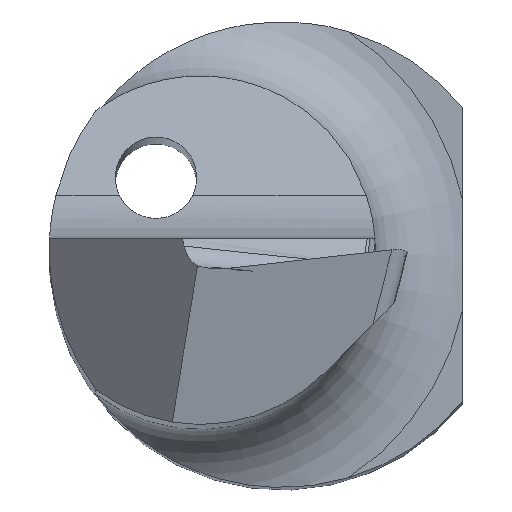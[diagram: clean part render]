
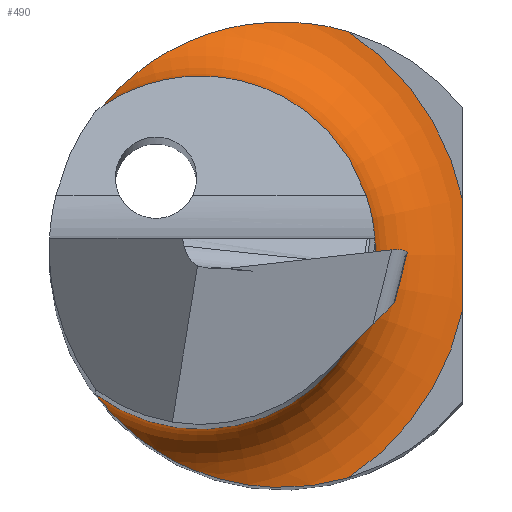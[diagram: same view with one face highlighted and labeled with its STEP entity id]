
A CAD part, top view. The second image highlights one B-rep face of the part: STEP entity #490.
In plain terms, the highlighted toroidal (fillet/blend) face has major radius 2.3 mm and minor radius 0.8 mm.
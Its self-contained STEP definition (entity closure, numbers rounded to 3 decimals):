
#9 = CARTESIAN_POINT ( 'NONE',  ( -1.361, 1.469, 14.146 ) ) ;
#20 = CARTESIAN_POINT ( 'NONE',  ( -1.6, -1.2, 14.551 ) ) ;
#28 = CARTESIAN_POINT ( 'NONE',  ( 0.133, 2.008, 13.759 ) ) ;
#39 = VERTEX_POINT ( 'NONE', #560 ) ;
#46 = EDGE_CURVE ( 'NONE', #703, #641, #476, .T. ) ;
#78 = DIRECTION ( 'NONE',  ( 0., 0., -1. ) ) ;
#88 = CARTESIAN_POINT ( 'NONE',  ( -1.546, -1.27, 14.347 ) ) ;
#94 = CARTESIAN_POINT ( 'NONE',  ( 0.571, 1.917, 13.751 ) ) ;
#97 = ORIENTED_EDGE ( 'NONE', *, *, #770, .F. ) ;
#98 = DIRECTION ( 'NONE',  ( 0., 0., 1. ) ) ;
#101 = DIRECTION ( 'NONE',  ( -1., 0., 0. ) ) ;
#119 = CARTESIAN_POINT ( 'NONE',  ( -0.7, 0., 13.751 ) ) ;
#162 = CARTESIAN_POINT ( 'NONE',  ( 1.55, 0.318, 13.751 ) ) ;
#164 = EDGE_CURVE ( 'NONE', #396, #39, #790, .T. ) ;
#207 = VERTEX_POINT ( 'NONE', #514 ) ;
#220 = CARTESIAN_POINT ( 'NONE',  ( -1.586, 1.219, 14.44 ) ) ;
#224 = CARTESIAN_POINT ( 'NONE',  ( -1.6, 1.2, 14.494 ) ) ;
#225 = CARTESIAN_POINT ( 'NONE',  ( 0.355, -1.981, 13.751 ) ) ;
#240 = AXIS2_PLACEMENT_3D ( 'NONE', #266, #557, #836 ) ;
#257 = DIRECTION ( 'NONE',  ( 0., 0., -1. ) ) ;
#266 = CARTESIAN_POINT ( 'NONE',  ( -0.7, 0., 14.551 ) ) ;
#292 = EDGE_CURVE ( 'NONE', #39, #703, #724, .T. ) ;
#295 = CARTESIAN_POINT ( 'NONE',  ( -1.432, -1.399, 14.201 ) ) ;
#301 = CARTESIAN_POINT ( 'NONE',  ( -0.936, 1.77, 13.938 ) ) ;
#309 = CARTESIAN_POINT ( 'NONE',  ( -1.6, 1.2, 14.551 ) ) ;
#318 = DIRECTION ( 'NONE',  ( -1., 0., 0. ) ) ;
#319 = AXIS2_PLACEMENT_3D ( 'NONE', #528, #98, #318 ) ;
#349 = DIRECTION ( 'NONE',  ( -1., 0., 0. ) ) ;
#351 = ORIENTED_EDGE ( 'NONE', *, *, #164, .F. ) ;
#376 = CARTESIAN_POINT ( 'NONE',  ( -1.586, -1.219, 14.439 ) ) ;
#380 = CARTESIAN_POINT ( 'NONE',  ( 1.55, -0.477, 13.751 ) ) ;
#383 = CARTESIAN_POINT ( 'NONE',  ( 1.55, -0.159, 13.753 ) ) ;
#396 = VERTEX_POINT ( 'NONE', #608 ) ;
#404 = CIRCLE ( 'NONE', #648, 2.3 ) ;
#423 = B_SPLINE_CURVE_WITH_KNOTS ( 'NONE', 3,
 ( #658, #162, #592, #796, #383, #452, #380 ),
 .UNSPECIFIED., .F., .F.,
 ( 4, 3, 4 ),
 ( 0., 0., 0.001 ),
 .UNSPECIFIED. ) ;
#426 = EDGE_LOOP ( 'NONE', ( #685, #491, #351, #571, #923, #97 ) ) ;
#448 = CARTESIAN_POINT ( 'NONE',  ( 0.355, 1.981, 13.751 ) ) ;
#452 = CARTESIAN_POINT ( 'NONE',  ( 1.55, -0.318, 13.751 ) ) ;
#476 = B_SPLINE_CURVE_WITH_KNOTS ( 'NONE', 3,
 ( #863, #224, #220, #728, #871, #745, #9, #667, #654, #301, #584, #870, #519, #28, #448, #94 ),
 .UNSPECIFIED., .F., .F.,
 ( 4, 2, 2, 2, 2, 2, 2, 4 ),
 ( 0., 0., 0., 0.001, 0.001, 0.001, 0.002, 0.003 ),
 .UNSPECIFIED. ) ;
#490 = ADVANCED_FACE ( 'NONE', ( #624 ), #794, .F. ) ;
#491 = ORIENTED_EDGE ( 'NONE', *, *, #292, .F. ) ;
#496 = CARTESIAN_POINT ( 'NONE',  ( 0.571, 1.917, 13.751 ) ) ;
#514 = CARTESIAN_POINT ( 'NONE',  ( 1.55, -0.477, 13.751 ) ) ;
#519 = CARTESIAN_POINT ( 'NONE',  ( -0.316, 1.988, 13.8 ) ) ;
#528 = CARTESIAN_POINT ( 'NONE',  ( -0.7, 0., 14.551 ) ) ;
#557 = DIRECTION ( 'NONE',  ( 0., 0., -1. ) ) ;
#560 = CARTESIAN_POINT ( 'NONE',  ( -1.6, -1.2, 14.551 ) ) ;
#571 = ORIENTED_EDGE ( 'NONE', *, *, #907, .F. ) ;
#579 = CARTESIAN_POINT ( 'NONE',  ( -1.519, -1.302, 14.307 ) ) ;
#581 = CARTESIAN_POINT ( 'NONE',  ( 0.571, -1.917, 13.751 ) ) ;
#584 = CARTESIAN_POINT ( 'NONE',  ( -0.84, 1.819, 13.909 ) ) ;
#587 = CARTESIAN_POINT ( 'NONE',  ( 0.133, -2.008, 13.759 ) ) ;
#592 = CARTESIAN_POINT ( 'NONE',  ( 1.55, 0.159, 13.753 ) ) ;
#608 = CARTESIAN_POINT ( 'NONE',  ( 0.571, -1.917, 13.751 ) ) ;
#624 = FACE_OUTER_BOUND ( 'NONE', #426, .T. ) ;
#641 = VERTEX_POINT ( 'NONE', #496 ) ;
#648 = AXIS2_PLACEMENT_3D ( 'NONE', #119, #257, #101 ) ;
#649 = EDGE_CURVE ( 'NONE', #782, #207, #423, .T. ) ;
#654 = CARTESIAN_POINT ( 'NONE',  ( -1.119, 1.661, 14.009 ) ) ;
#657 = CARTESIAN_POINT ( 'NONE',  ( -1.6, -1.2, 14.494 ) ) ;
#658 = CARTESIAN_POINT ( 'NONE',  ( 1.55, 0.477, 13.751 ) ) ;
#664 = CARTESIAN_POINT ( 'NONE',  ( -1.361, -1.469, 14.145 ) ) ;
#667 = CARTESIAN_POINT ( 'NONE',  ( -1.206, 1.599, 14.05 ) ) ;
#685 = ORIENTED_EDGE ( 'NONE', *, *, #46, .F. ) ;
#686 = CIRCLE ( 'NONE', #838, 2.3 ) ;
#703 = VERTEX_POINT ( 'NONE', #309 ) ;
#724 = CIRCLE ( 'NONE', #319, 1.5 ) ;
#728 = CARTESIAN_POINT ( 'NONE',  ( -1.546, 1.269, 14.347 ) ) ;
#732 = CARTESIAN_POINT ( 'NONE',  ( -1.126, -1.666, 14. ) ) ;
#735 = CARTESIAN_POINT ( 'NONE',  ( -0.942, -1.778, 13.934 ) ) ;
#745 = CARTESIAN_POINT ( 'NONE',  ( -1.432, 1.399, 14.201 ) ) ;
#770 = EDGE_CURVE ( 'NONE', #641, #782, #404, .T. ) ;
#782 = VERTEX_POINT ( 'NONE', #833 ) ;
#790 = B_SPLINE_CURVE_WITH_KNOTS ( 'NONE', 3,
 ( #581, #225, #587, #872, #798, #735, #732, #664, #295, #579, #88, #376, #657, #20 ),
 .UNSPECIFIED., .F., .F.,
 ( 4, 2, 2, 2, 2, 2, 4 ),
 ( 0., 0.001, 0.001, 0.002, 0.002, 0.003, 0.003 ),
 .UNSPECIFIED. ) ;
#794 = TOROIDAL_SURFACE ( 'NONE', #240, 2.3, 0.8 ) ;
#796 = CARTESIAN_POINT ( 'NONE',  ( 1.55, 0., 13.753 ) ) ;
#798 = CARTESIAN_POINT ( 'NONE',  ( -0.533, -1.94, 13.833 ) ) ;
#833 = CARTESIAN_POINT ( 'NONE',  ( 1.55, 0.477, 13.751 ) ) ;
#836 = DIRECTION ( 'NONE',  ( -1., 0., 0. ) ) ;
#838 = AXIS2_PLACEMENT_3D ( 'NONE', #846, #78, #349 ) ;
#846 = CARTESIAN_POINT ( 'NONE',  ( -0.7, 0., 13.751 ) ) ;
#863 = CARTESIAN_POINT ( 'NONE',  ( -1.6, 1.2, 14.551 ) ) ;
#870 = CARTESIAN_POINT ( 'NONE',  ( -0.534, 1.94, 13.833 ) ) ;
#871 = CARTESIAN_POINT ( 'NONE',  ( -1.519, 1.301, 14.307 ) ) ;
#872 = CARTESIAN_POINT ( 'NONE',  ( -0.317, -1.988, 13.801 ) ) ;
#907 = EDGE_CURVE ( 'NONE', #207, #396, #686, .T. ) ;
#923 = ORIENTED_EDGE ( 'NONE', *, *, #649, .F. ) ;
